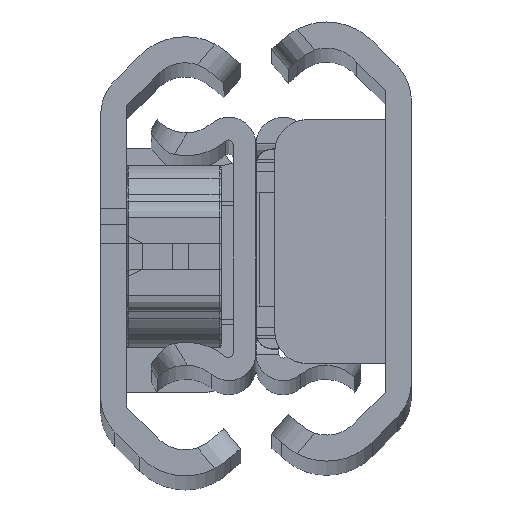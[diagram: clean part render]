
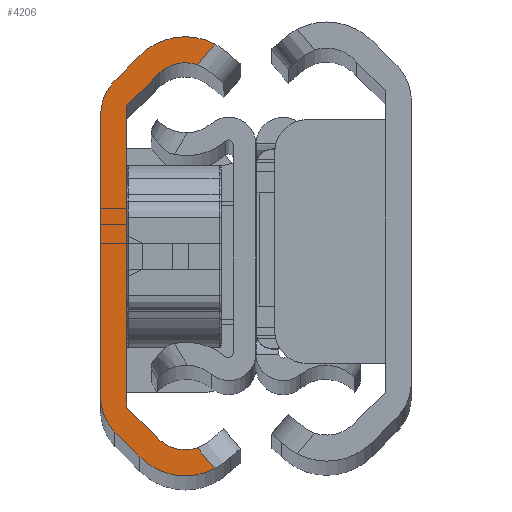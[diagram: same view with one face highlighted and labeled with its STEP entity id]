
A CAD part, top view. The second image highlights one B-rep face of the part: STEP entity #4206.
In plain terms, the highlighted planar face has unit normal (0, 0, 1).
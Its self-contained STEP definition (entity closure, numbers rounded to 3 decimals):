
#47 = LINE ( 'NONE', #6453, #6161 ) ;
#68 = CARTESIAN_POINT ( 'NONE',  ( 3.359, 11.028, 0. ) ) ;
#81 = CARTESIAN_POINT ( 'NONE',  ( 0.879, -10.811, 0. ) ) ;
#89 = CARTESIAN_POINT ( 'NONE',  ( 3.359, -11.028, 0. ) ) ;
#90 = VECTOR ( 'NONE', #2574, 1000. ) ;
#208 = EDGE_CURVE ( 'NONE', #4218, #6112, #6845, .T. ) ;
#225 = ORIENTED_EDGE ( 'NONE', *, *, #1173, .T. ) ;
#371 = ORIENTED_EDGE ( 'NONE', *, *, #7358, .T. ) ;
#409 = EDGE_CURVE ( 'NONE', #5587, #3253, #6487, .T. ) ;
#460 = EDGE_CURVE ( 'NONE', #3253, #7396, #7305, .T. ) ;
#501 = EDGE_CURVE ( 'NONE', #6052, #1272, #3150, .T. ) ;
#591 = DIRECTION ( 'NONE',  ( -0.643, 0.766, 0. ) ) ;
#610 = DIRECTION ( 'NONE',  ( 1., 0., 0. ) ) ;
#612 = CARTESIAN_POINT ( 'NONE',  ( 2.414, -12.346, 0. ) ) ;
#688 = VECTOR ( 'NONE', #6162, 1000. ) ;
#742 = ORIENTED_EDGE ( 'NONE', *, *, #1802, .T. ) ;
#753 = CARTESIAN_POINT ( 'NONE',  ( 0., -8.689, 0. ) ) ;
#767 = VECTOR ( 'NONE', #5362, 1000. ) ;
#776 = AXIS2_PLACEMENT_3D ( 'NONE', #1405, #4379, #3685 ) ;
#1009 = CARTESIAN_POINT ( 'NONE',  ( 7.017, -13.056, 0. ) ) ;
#1173 = EDGE_CURVE ( 'NONE', #7374, #5549, #47, .T. ) ;
#1207 = DIRECTION ( 'NONE',  ( 0., 0., 1. ) ) ;
#1223 = CARTESIAN_POINT ( 'NONE',  ( 0., 8.689, 0. ) ) ;
#1272 = VERTEX_POINT ( 'NONE', #5999 ) ;
#1325 = EDGE_CURVE ( 'NONE', #5549, #6052, #6462, .T. ) ;
#1405 = CARTESIAN_POINT ( 'NONE',  ( 3., 8.689, 0. ) ) ;
#1426 = FACE_OUTER_BOUND ( 'NONE', #5690, .T. ) ;
#1467 = CARTESIAN_POINT ( 'NONE',  ( 3.359, -11.028, 0. ) ) ;
#1676 = DIRECTION ( 'NONE',  ( 0., 0., 1. ) ) ;
#1694 = AXIS2_PLACEMENT_3D ( 'NONE', #2716, #5047, #5082 ) ;
#1710 = CARTESIAN_POINT ( 'NONE',  ( 1.6, 9.269, 0. ) ) ;
#1717 = ORIENTED_EDGE ( 'NONE', *, *, #4773, .T. ) ;
#1722 = CARTESIAN_POINT ( 'NONE',  ( 7.017, 13.056, 0. ) ) ;
#1734 = DIRECTION ( 'NONE',  ( 1., 0., 0. ) ) ;
#1758 = ORIENTED_EDGE ( 'NONE', *, *, #7612, .T. ) ;
#1769 = DIRECTION ( 'NONE',  ( 0.643, 0.766, 0. ) ) ;
#1802 = EDGE_CURVE ( 'NONE', #6086, #3248, #6839, .T. ) ;
#1872 = CIRCLE ( 'NONE', #776, 3. ) ;
#1947 = CARTESIAN_POINT ( 'NONE',  ( 5.2, -9.56, 0. ) ) ;
#1957 = ORIENTED_EDGE ( 'NONE', *, *, #460, .T. ) ;
#1984 = DIRECTION ( 'NONE',  ( 0., 0., 1. ) ) ;
#2394 = LINE ( 'NONE', #4144, #4520 ) ;
#2430 = PLANE ( 'NONE',  #3682 ) ;
#2574 = DIRECTION ( 'NONE',  ( 0., -1., 0. ) ) ;
#2672 = EDGE_CURVE ( 'NONE', #6112, #4690, #2774, .T. ) ;
#2716 = CARTESIAN_POINT ( 'NONE',  ( 5.2, 9.52, 0. ) ) ;
#2749 = ORIENTED_EDGE ( 'NONE', *, *, #3099, .T. ) ;
#2774 = LINE ( 'NONE', #6813, #4576 ) ;
#2866 = DIRECTION ( 'NONE',  ( 0.707, 0.707, 0. ) ) ;
#2957 = ORIENTED_EDGE ( 'NONE', *, *, #2672, .T. ) ;
#3046 = CARTESIAN_POINT ( 'NONE',  ( 3., 8.689, 0. ) ) ;
#3099 = EDGE_CURVE ( 'NONE', #4690, #3213, #5653, .T. ) ;
#3150 = LINE ( 'NONE', #6598, #767 ) ;
#3213 = VERTEX_POINT ( 'NONE', #3525 ) ;
#3248 = VERTEX_POINT ( 'NONE', #753 ) ;
#3253 = VERTEX_POINT ( 'NONE', #4851 ) ;
#3469 = EDGE_CURVE ( 'NONE', #3213, #7374, #4813, .T. ) ;
#3525 = CARTESIAN_POINT ( 'NONE',  ( 3.359, 11.028, 0. ) ) ;
#3537 = DIRECTION ( 'NONE',  ( 0.707, -0.707, 0. ) ) ;
#3682 = AXIS2_PLACEMENT_3D ( 'NONE', #3046, #6159, #5461 ) ;
#3685 = DIRECTION ( 'NONE',  ( 1., 0., 0. ) ) ;
#3856 = ORIENTED_EDGE ( 'NONE', *, *, #208, .T. ) ;
#3979 = ORIENTED_EDGE ( 'NONE', *, *, #7602, .T. ) ;
#4144 = CARTESIAN_POINT ( 'NONE',  ( -5.35, 1.683, 0. ) ) ;
#4206 = ADVANCED_FACE ( 'NONE', ( #1426 ), #2430, .T. ) ;
#4218 = VERTEX_POINT ( 'NONE', #89 ) ;
#4353 = DIRECTION ( 'NONE',  ( 1., 0., 0. ) ) ;
#4379 = DIRECTION ( 'NONE',  ( 0., 0., 1. ) ) ;
#4520 = VECTOR ( 'NONE', #591, 1000. ) ;
#4563 = CIRCLE ( 'NONE', #6908, 2.38 ) ;
#4576 = VECTOR ( 'NONE', #7490, 1000. ) ;
#4616 = DIRECTION ( 'NONE',  ( 0., 0., -1. ) ) ;
#4618 = CARTESIAN_POINT ( 'NONE',  ( 2.414, 12.346, 0. ) ) ;
#4662 = CARTESIAN_POINT ( 'NONE',  ( 1.6, -9.269, 0. ) ) ;
#4690 = VERTEX_POINT ( 'NONE', #1710 ) ;
#4722 = ORIENTED_EDGE ( 'NONE', *, *, #409, .T. ) ;
#4773 = EDGE_CURVE ( 'NONE', #6006, #4218, #4563, .T. ) ;
#4813 = CIRCLE ( 'NONE', #1694, 2.38 ) ;
#4851 = CARTESIAN_POINT ( 'NONE',  ( 2.414, -12.346, 0. ) ) ;
#4988 = AXIS2_PLACEMENT_3D ( 'NONE', #5752, #1676, #610 ) ;
#5047 = DIRECTION ( 'NONE',  ( 0., 0., -1. ) ) ;
#5082 = DIRECTION ( 'NONE',  ( 1., 0., 0. ) ) ;
#5362 = DIRECTION ( 'NONE',  ( -0.707, -0.707, 0. ) ) ;
#5426 = ORIENTED_EDGE ( 'NONE', *, *, #3469, .T. ) ;
#5461 = DIRECTION ( 'NONE',  ( 1., 0., 0. ) ) ;
#5533 = CARTESIAN_POINT ( 'NONE',  ( 0., -8.689, 0. ) ) ;
#5549 = VERTEX_POINT ( 'NONE', #1722 ) ;
#5587 = VERTEX_POINT ( 'NONE', #81 ) ;
#5653 = LINE ( 'NONE', #68, #7614 ) ;
#5690 = EDGE_LOOP ( 'NONE', ( #1957, #3979, #1717, #3856, #2957, #2749, #5426, #225, #6194, #6309, #371, #742, #1758, #4722 ) ) ;
#5710 = AXIS2_PLACEMENT_3D ( 'NONE', #1947, #1984, #4353 ) ;
#5752 = CARTESIAN_POINT ( 'NONE',  ( 5.2, 9.56, 0. ) ) ;
#5787 = CARTESIAN_POINT ( 'NONE',  ( 5.2, -9.52, 0. ) ) ;
#5908 = CARTESIAN_POINT ( 'NONE',  ( 5.946, -11.78, 0. ) ) ;
#5999 = CARTESIAN_POINT ( 'NONE',  ( 0.879, 10.811, 0. ) ) ;
#6006 = VERTEX_POINT ( 'NONE', #5908 ) ;
#6052 = VERTEX_POINT ( 'NONE', #4618 ) ;
#6086 = VERTEX_POINT ( 'NONE', #1223 ) ;
#6112 = VERTEX_POINT ( 'NONE', #4662 ) ;
#6159 = DIRECTION ( 'NONE',  ( 0., 0., 1. ) ) ;
#6161 = VECTOR ( 'NONE', #1769, 1000. ) ;
#6162 = DIRECTION ( 'NONE',  ( -0.707, 0.707, 0. ) ) ;
#6194 = ORIENTED_EDGE ( 'NONE', *, *, #1325, .T. ) ;
#6309 = ORIENTED_EDGE ( 'NONE', *, *, #501, .T. ) ;
#6357 = DIRECTION ( 'NONE',  ( 1., 0., 0. ) ) ;
#6453 = CARTESIAN_POINT ( 'NONE',  ( 3.207, 8.515, 0. ) ) ;
#6462 = CIRCLE ( 'NONE', #4988, 3.94 ) ;
#6487 = LINE ( 'NONE', #612, #6973 ) ;
#6499 = CIRCLE ( 'NONE', #7118, 3. ) ;
#6503 = CARTESIAN_POINT ( 'NONE',  ( 3., -8.689, 0. ) ) ;
#6598 = CARTESIAN_POINT ( 'NONE',  ( 2.414, 12.346, 0. ) ) ;
#6662 = CARTESIAN_POINT ( 'NONE',  ( 5.946, 11.78, 0. ) ) ;
#6813 = CARTESIAN_POINT ( 'NONE',  ( 1.6, 9.269, 0. ) ) ;
#6839 = LINE ( 'NONE', #5533, #90 ) ;
#6845 = LINE ( 'NONE', #1467, #688 ) ;
#6908 = AXIS2_PLACEMENT_3D ( 'NONE', #5787, #4616, #6357 ) ;
#6973 = VECTOR ( 'NONE', #3537, 1000. ) ;
#7118 = AXIS2_PLACEMENT_3D ( 'NONE', #6503, #1207, #1734 ) ;
#7305 = CIRCLE ( 'NONE', #5710, 3.94 ) ;
#7358 = EDGE_CURVE ( 'NONE', #1272, #6086, #1872, .T. ) ;
#7374 = VERTEX_POINT ( 'NONE', #6662 ) ;
#7396 = VERTEX_POINT ( 'NONE', #1009 ) ;
#7490 = DIRECTION ( 'NONE',  ( 0., 1., 0. ) ) ;
#7602 = EDGE_CURVE ( 'NONE', #7396, #6006, #2394, .T. ) ;
#7612 = EDGE_CURVE ( 'NONE', #3248, #5587, #6499, .T. ) ;
#7614 = VECTOR ( 'NONE', #2866, 1000. ) ;
